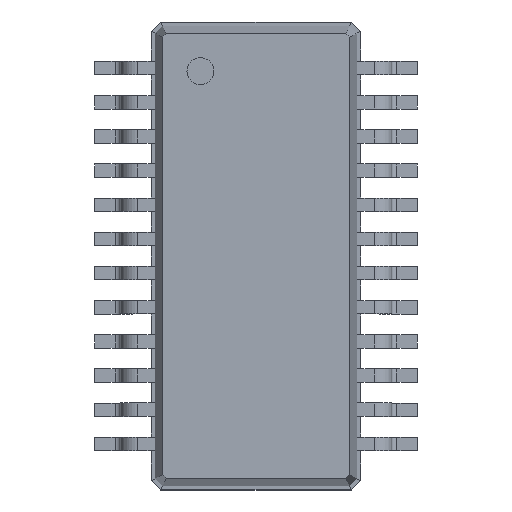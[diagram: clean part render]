
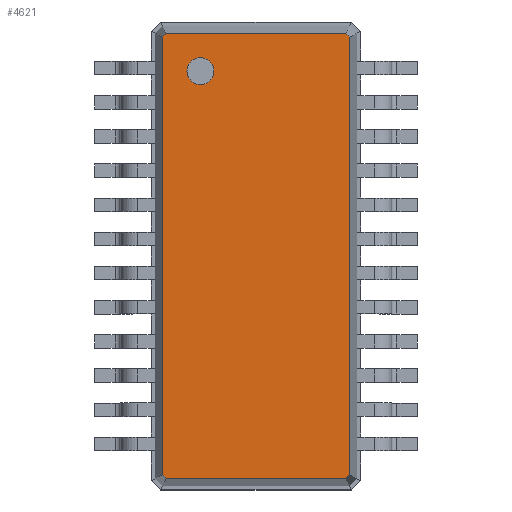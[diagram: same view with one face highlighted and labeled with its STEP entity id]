
A CAD part, top view. The second image highlights one B-rep face of the part: STEP entity #4621.
In plain terms, the highlighted planar face has unit normal (0, 0, 1).
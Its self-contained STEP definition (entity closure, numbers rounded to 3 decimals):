
#1736 = VERTEX_POINT('',#1737);
#1737 = CARTESIAN_POINT('',(1.734,-4.067,1.65));
#1742 = EDGE_CURVE('',#1743,#1736,#1745,.T.);
#1743 = VERTEX_POINT('',#1744);
#1744 = CARTESIAN_POINT('',(1.734,4.067,1.65));
#1745 = LINE('',#1746,#1747);
#1746 = CARTESIAN_POINT('',(1.734,4.067,1.65));
#1747 = VECTOR('',#1748,1.);
#1748 = DIRECTION('',(0.,-1.,0.));
#4604 = EDGE_CURVE('',#4605,#1743,#4607,.T.);
#4605 = VERTEX_POINT('',#4606);
#4606 = CARTESIAN_POINT('',(1.667,4.134,1.65));
#4607 = LINE('',#4608,#4609);
#4608 = CARTESIAN_POINT('',(1.667,4.134,1.65));
#4609 = VECTOR('',#4610,1.);
#4610 = DIRECTION('',(0.707,-0.707,0.));
#4621 = ADVANCED_FACE('',(#4622,#4672),#4683,.T.);
#4622 = FACE_BOUND('',#4623,.T.);
#4623 = EDGE_LOOP('',(#4624,#4632,#4640,#4648,#4656,#4664,#4670,#4671));
#4624 = ORIENTED_EDGE('',*,*,#4625,.F.);
#4625 = EDGE_CURVE('',#4626,#4605,#4628,.T.);
#4626 = VERTEX_POINT('',#4627);
#4627 = CARTESIAN_POINT('',(-1.667,4.134,1.65));
#4628 = LINE('',#4629,#4630);
#4629 = CARTESIAN_POINT('',(-1.667,4.134,1.65));
#4630 = VECTOR('',#4631,1.);
#4631 = DIRECTION('',(1.,0.,0.));
#4632 = ORIENTED_EDGE('',*,*,#4633,.F.);
#4633 = EDGE_CURVE('',#4634,#4626,#4636,.T.);
#4634 = VERTEX_POINT('',#4635);
#4635 = CARTESIAN_POINT('',(-1.734,4.067,1.65));
#4636 = LINE('',#4637,#4638);
#4637 = CARTESIAN_POINT('',(-1.734,4.067,1.65));
#4638 = VECTOR('',#4639,1.);
#4639 = DIRECTION('',(0.707,0.707,0.));
#4640 = ORIENTED_EDGE('',*,*,#4641,.F.);
#4641 = EDGE_CURVE('',#4642,#4634,#4644,.T.);
#4642 = VERTEX_POINT('',#4643);
#4643 = CARTESIAN_POINT('',(-1.734,-4.067,1.65));
#4644 = LINE('',#4645,#4646);
#4645 = CARTESIAN_POINT('',(-1.734,-4.067,1.65));
#4646 = VECTOR('',#4647,1.);
#4647 = DIRECTION('',(0.,1.,0.));
#4648 = ORIENTED_EDGE('',*,*,#4649,.F.);
#4649 = EDGE_CURVE('',#4650,#4642,#4652,.T.);
#4650 = VERTEX_POINT('',#4651);
#4651 = CARTESIAN_POINT('',(-1.667,-4.134,1.65));
#4652 = LINE('',#4653,#4654);
#4653 = CARTESIAN_POINT('',(-1.667,-4.134,1.65));
#4654 = VECTOR('',#4655,1.);
#4655 = DIRECTION('',(-0.707,0.707,0.));
#4656 = ORIENTED_EDGE('',*,*,#4657,.F.);
#4657 = EDGE_CURVE('',#4658,#4650,#4660,.T.);
#4658 = VERTEX_POINT('',#4659);
#4659 = CARTESIAN_POINT('',(1.667,-4.134,1.65));
#4660 = LINE('',#4661,#4662);
#4661 = CARTESIAN_POINT('',(1.667,-4.134,1.65));
#4662 = VECTOR('',#4663,1.);
#4663 = DIRECTION('',(-1.,0.,0.));
#4664 = ORIENTED_EDGE('',*,*,#4665,.F.);
#4665 = EDGE_CURVE('',#1736,#4658,#4666,.T.);
#4666 = LINE('',#4667,#4668);
#4667 = CARTESIAN_POINT('',(1.734,-4.067,1.65));
#4668 = VECTOR('',#4669,1.);
#4669 = DIRECTION('',(-0.707,-0.707,0.));
#4670 = ORIENTED_EDGE('',*,*,#1742,.F.);
#4671 = ORIENTED_EDGE('',*,*,#4604,.F.);
#4672 = FACE_BOUND('',#4673,.T.);
#4673 = EDGE_LOOP('',(#4674));
#4674 = ORIENTED_EDGE('',*,*,#4675,.F.);
#4675 = EDGE_CURVE('',#4676,#4676,#4678,.T.);
#4676 = VERTEX_POINT('',#4677);
#4677 = CARTESIAN_POINT('',(-1.034,3.184,1.65));
#4678 = CIRCLE('',#4679,0.25);
#4679 = AXIS2_PLACEMENT_3D('',#4680,#4681,#4682);
#4680 = CARTESIAN_POINT('',(-1.034,3.434,1.65));
#4681 = DIRECTION('',(0.,0.,1.));
#4682 = DIRECTION('',(0.,-1.,0.));
#4683 = PLANE('',#4684);
#4684 = AXIS2_PLACEMENT_3D('',#4685,#4686,#4687);
#4685 = CARTESIAN_POINT('',(-1.667,4.134,1.65));
#4686 = DIRECTION('',(0.,0.,1.));
#4687 = DIRECTION('',(0.374,-0.927,0.));
